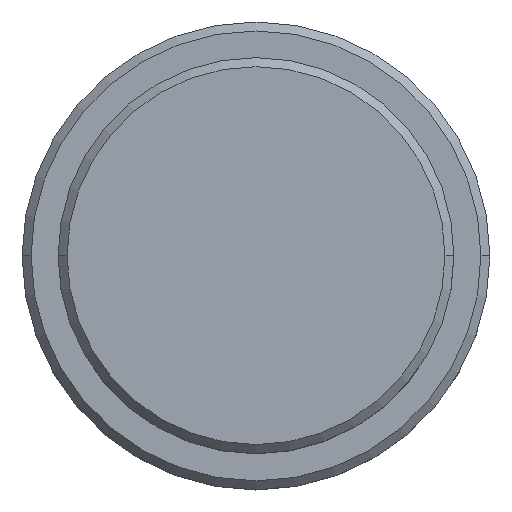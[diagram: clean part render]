
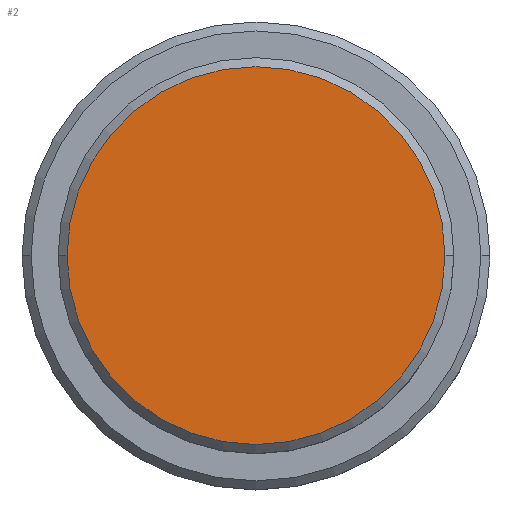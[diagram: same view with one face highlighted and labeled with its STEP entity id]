
A CAD part, top view. The second image highlights one B-rep face of the part: STEP entity #2.
In plain terms, the highlighted planar face has unit normal (0, 0, 1).
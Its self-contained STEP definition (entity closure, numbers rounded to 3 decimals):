
#2 = ADVANCED_FACE ( 'NONE', ( #579 ), #1217, .T. ) ;
#20 = AXIS2_PLACEMENT_3D ( 'NONE', #146, #1343, #1122 ) ;
#146 = CARTESIAN_POINT ( 'NONE',  ( 0., 0., 0. ) ) ;
#167 = DIRECTION ( 'NONE',  ( 0., 0., 1. ) ) ;
#179 = CIRCLE ( 'NONE', #530, 10.5 ) ;
#185 = CARTESIAN_POINT ( 'NONE',  ( -10.5, 0., 0. ) ) ;
#203 = ORIENTED_EDGE ( 'NONE', *, *, #614, .T. ) ;
#224 = VERTEX_POINT ( 'NONE', #226 ) ;
#226 = CARTESIAN_POINT ( 'NONE',  ( 10.5, 0., 0. ) ) ;
#349 = EDGE_CURVE ( 'NONE', #224, #972, #179, .T. ) ;
#407 = ORIENTED_EDGE ( 'NONE', *, *, #349, .T. ) ;
#459 = AXIS2_PLACEMENT_3D ( 'NONE', #1359, #1153, #1262 ) ;
#480 = CIRCLE ( 'NONE', #459, 10.5 ) ;
#530 = AXIS2_PLACEMENT_3D ( 'NONE', #602, #167, #619 ) ;
#579 = FACE_OUTER_BOUND ( 'NONE', #844, .T. ) ;
#602 = CARTESIAN_POINT ( 'NONE',  ( 0., 0., 0. ) ) ;
#614 = EDGE_CURVE ( 'NONE', #972, #224, #480, .T. ) ;
#619 = DIRECTION ( 'NONE',  ( 1., 0., 0. ) ) ;
#844 = EDGE_LOOP ( 'NONE', ( #203, #407 ) ) ;
#972 = VERTEX_POINT ( 'NONE', #185 ) ;
#1122 = DIRECTION ( 'NONE',  ( 1., 0., 0. ) ) ;
#1153 = DIRECTION ( 'NONE',  ( 0., 0., 1. ) ) ;
#1217 = PLANE ( 'NONE',  #20 ) ;
#1262 = DIRECTION ( 'NONE',  ( 1., 0., 0. ) ) ;
#1343 = DIRECTION ( 'NONE',  ( 0., 0., 1. ) ) ;
#1359 = CARTESIAN_POINT ( 'NONE',  ( 0., 0., 0. ) ) ;
